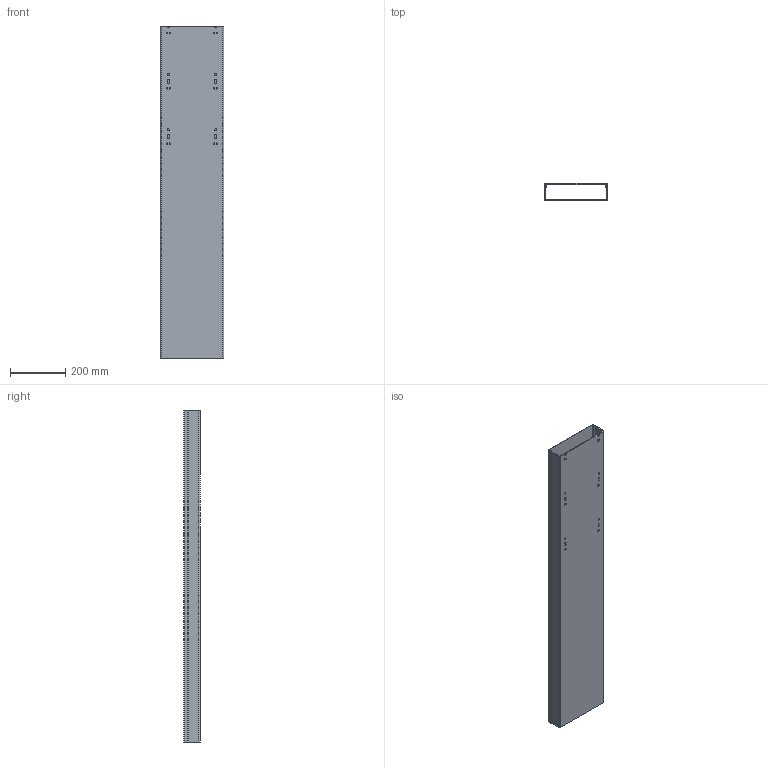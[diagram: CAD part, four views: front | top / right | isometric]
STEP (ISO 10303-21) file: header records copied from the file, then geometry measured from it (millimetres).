
FILE_DESCRIPTION (( 'STEP AP214' ), '1' );
FILE_NAME ('6191275_KSTP1.stp', '2018-06-27T13:48:19', ( '' ), ( '' ), 'SwSTEP 2.0', 'SolidWorks 2014', '' );
FILE_SCHEMA (( 'AUTOMOTIVE_DESIGN' ));
Length unit declared in the file: millimetre
Products named in the file (3): Unterteil60230; Deckel230; 6191275_KSTP1
Assembly tree (2 placements, depth 2):
  6191275_KSTP1
    Deckel230
    Unterteil60230
Bounding box: 230 x 60.3 x 1200 mm (x, y, z)
Volume: 1969625.1 mm3; surface area: 1433770.6 mm2
Topology: 2 solids, 2 shells, 127 faces, 369 edges, 246 vertices
Faces by surface type: plane 66, cylinder 61
Entity records: 5766 total; most frequent: DIRECTION 755, CARTESIAN_POINT 747, ORIENTED_EDGE 738, EDGE_CURVE 369, AXIS2_PLACEMENT_3D 254, VECTOR 247, LINE 247, VERTEX_POINT 246
